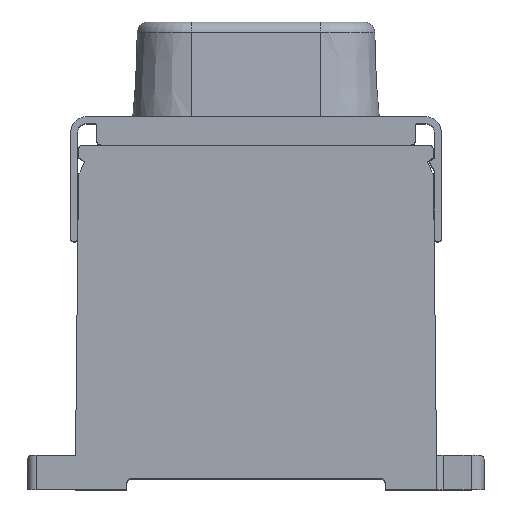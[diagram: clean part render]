
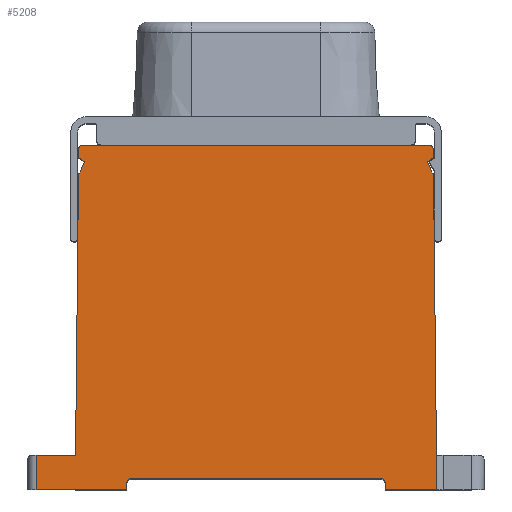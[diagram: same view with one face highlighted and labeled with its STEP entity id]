
A CAD part, top view. The second image highlights one B-rep face of the part: STEP entity #5208.
In plain terms, the highlighted planar face has unit normal (0, 0, 1).
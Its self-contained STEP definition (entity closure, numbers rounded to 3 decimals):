
#933=DIRECTION('',(0.,1.,0.));
#934=VECTOR('',#933,8.);
#935=CARTESIAN_POINT('',(42.,-54.3,36.));
#936=LINE('',#935,#934);
#937=DIRECTION('',(1.,0.,0.));
#938=VECTOR('',#937,12.);
#939=CARTESIAN_POINT('',(30.,-54.3,36.));
#940=LINE('',#939,#938);
#941=DIRECTION('',(0.,-1.,0.));
#942=VECTOR('',#941,1.5);
#943=CARTESIAN_POINT('',(30.,-52.8,36.));
#944=LINE('',#943,#942);
#945=CARTESIAN_POINT('',(29.,-52.8,36.));
#946=DIRECTION('',(0.,0.,-1.));
#947=DIRECTION('',(0.,1.,0.));
#948=AXIS2_PLACEMENT_3D('',#945,#946,#947);
#950=DIRECTION('',(1.,0.,0.));
#951=VECTOR('',#950,58.);
#952=CARTESIAN_POINT('',(-29.,-51.8,36.));
#953=LINE('',#952,#951);
#954=CARTESIAN_POINT('',(-29.,-52.8,36.));
#955=DIRECTION('',(0.,0.,-1.));
#956=DIRECTION('',(-1.,0.,0.));
#957=AXIS2_PLACEMENT_3D('',#954,#955,#956);
#959=DIRECTION('',(0.,1.,0.));
#960=VECTOR('',#959,1.5);
#961=CARTESIAN_POINT('',(-30.,-54.3,36.));
#962=LINE('',#961,#960);
#963=DIRECTION('',(1.,0.,0.));
#964=VECTOR('',#963,21.);
#965=CARTESIAN_POINT('',(-51.,-54.3,36.));
#966=LINE('',#965,#964);
#967=DIRECTION('',(0.,-1.,0.));
#968=VECTOR('',#967,8.);
#969=CARTESIAN_POINT('',(-51.,-46.3,36.));
#970=LINE('',#969,#968);
#971=DIRECTION('',(-1.,0.,0.));
#972=VECTOR('',#971,9.084);
#973=CARTESIAN_POINT('',(-41.916,-46.3,36.));
#974=LINE('',#973,#972);
#975=DIRECTION('',(-0.01,-1.,0.));
#976=VECTOR('',#975,65.503);
#977=CARTESIAN_POINT('',(-41.23,19.199,36.));
#978=LINE('',#977,#976);
#979=DIRECTION('',(-1.,0.,0.));
#980=VECTOR('',#979,0.259);
#981=CARTESIAN_POINT('',(-40.971,19.199,36.));
#982=LINE('',#981,#980);
#983=DIRECTION('',(-0.423,-0.906,0.));
#984=VECTOR('',#983,2.614);
#985=CARTESIAN_POINT('',(-39.866,21.568,36.));
#986=LINE('',#985,#984);
#987=CARTESIAN_POINT('',(-40.048,21.653,36.));
#988=DIRECTION('',(0.,0.,-1.));
#989=DIRECTION('',(0.574,0.819,0.));
#990=AXIS2_PLACEMENT_3D('',#987,#988,#989);
#992=DIRECTION('',(0.819,-0.574,0.));
#993=VECTOR('',#992,1.434);
#994=CARTESIAN_POINT('',(-41.107,22.639,36.));
#995=LINE('',#994,#993);
#996=CARTESIAN_POINT('',(-40.993,22.803,36.));
#997=DIRECTION('',(0.,0.,1.));
#998=DIRECTION('',(-1.,0.01,0.));
#999=AXIS2_PLACEMENT_3D('',#996,#997,#998);
#1001=DIRECTION('',(-0.01,-1.,0.));
#1002=VECTOR('',#1001,1.937);
#1003=CARTESIAN_POINT('',(-41.172,24.742,36.));
#1004=LINE('',#1003,#1002);
#1005=CARTESIAN_POINT('',(-40.173,24.699,36.));
#1006=DIRECTION('',(0.,0.,1.));
#1007=DIRECTION('',(0.033,0.999,0.));
#1008=AXIS2_PLACEMENT_3D('',#1005,#1006,#1007);
#1010=DIRECTION('',(-1.,0.,0.));
#1011=VECTOR('',#1010,80.312);
#1012=CARTESIAN_POINT('',(40.173,25.699,36.));
#1013=LINE('',#1012,#1011);
#1014=CARTESIAN_POINT('',(40.173,24.699,36.));
#1015=DIRECTION('',(0.,0.,1.));
#1016=DIRECTION('',(1.,0.01,0.));
#1017=AXIS2_PLACEMENT_3D('',#1014,#1015,#1016);
#1019=DIRECTION('',(-0.01,1.,0.));
#1020=VECTOR('',#1019,1.905);
#1021=CARTESIAN_POINT('',(41.193,22.805,36.));
#1022=LINE('',#1021,#1020);
#1023=CARTESIAN_POINT('',(40.993,22.803,36.));
#1024=DIRECTION('',(0.,0.,1.));
#1025=DIRECTION('',(0.574,-0.819,0.));
#1026=AXIS2_PLACEMENT_3D('',#1023,#1024,#1025);
#1028=DIRECTION('',(0.819,0.574,0.));
#1029=VECTOR('',#1028,1.434);
#1030=CARTESIAN_POINT('',(39.933,21.817,36.));
#1031=LINE('',#1030,#1029);
#1032=CARTESIAN_POINT('',(40.048,21.653,36.));
#1033=DIRECTION('',(0.,0.,-1.));
#1034=DIRECTION('',(-0.906,-0.423,0.));
#1035=AXIS2_PLACEMENT_3D('',#1032,#1033,#1034);
#1037=DIRECTION('',(-0.423,0.906,0.));
#1038=VECTOR('',#1037,2.614);
#1039=CARTESIAN_POINT('',(40.971,19.199,36.));
#1040=LINE('',#1039,#1038);
#1041=DIRECTION('',(-1.,0.,0.));
#1042=VECTOR('',#1041,0.259);
#1043=CARTESIAN_POINT('',(41.23,19.199,36.));
#1044=LINE('',#1043,#1042);
#1045=DIRECTION('',(-0.01,1.,0.));
#1046=VECTOR('',#1045,65.503);
#1047=CARTESIAN_POINT('',(41.916,-46.3,36.));
#1048=LINE('',#1047,#1046);
#1049=DIRECTION('',(-1.,0.,0.));
#1050=VECTOR('',#1049,0.084);
#1051=CARTESIAN_POINT('',(42.,-46.3,36.));
#1052=LINE('',#1051,#1050);
#3093=CARTESIAN_POINT('',(41.916,-46.3,36.));
#3094=CARTESIAN_POINT('',(41.23,19.199,36.));
#3095=VERTEX_POINT('',#3093);
#3096=VERTEX_POINT('',#3094);
#3097=CARTESIAN_POINT('',(40.971,19.199,36.));
#3098=VERTEX_POINT('',#3097);
#3099=CARTESIAN_POINT('',(39.866,21.568,36.));
#3100=VERTEX_POINT('',#3099);
#3101=CARTESIAN_POINT('',(39.933,21.817,36.));
#3102=VERTEX_POINT('',#3101);
#3103=CARTESIAN_POINT('',(41.107,22.639,36.));
#3104=VERTEX_POINT('',#3103);
#3105=CARTESIAN_POINT('',(41.193,22.805,36.));
#3106=VERTEX_POINT('',#3105);
#3107=CARTESIAN_POINT('',(41.173,24.71,36.));
#3108=VERTEX_POINT('',#3107);
#3109=CARTESIAN_POINT('',(40.173,25.699,36.));
#3110=VERTEX_POINT('',#3109);
#3111=CARTESIAN_POINT('',(-40.14,25.699,36.));
#3112=VERTEX_POINT('',#3111);
#3113=CARTESIAN_POINT('',(-41.172,24.742,36.));
#3114=VERTEX_POINT('',#3113);
#3115=CARTESIAN_POINT('',(-41.193,22.805,36.));
#3116=VERTEX_POINT('',#3115);
#3117=CARTESIAN_POINT('',(-41.107,22.639,36.));
#3118=VERTEX_POINT('',#3117);
#3119=CARTESIAN_POINT('',(-39.933,21.817,36.));
#3120=VERTEX_POINT('',#3119);
#3121=CARTESIAN_POINT('',(-39.866,21.568,36.));
#3122=VERTEX_POINT('',#3121);
#3123=CARTESIAN_POINT('',(-40.971,19.199,36.));
#3124=VERTEX_POINT('',#3123);
#3125=CARTESIAN_POINT('',(-41.23,19.199,36.));
#3126=VERTEX_POINT('',#3125);
#3127=CARTESIAN_POINT('',(-41.916,-46.3,36.));
#3128=VERTEX_POINT('',#3127);
#3129=CARTESIAN_POINT('',(-30.,-54.3,36.));
#3130=CARTESIAN_POINT('',(-30.,-52.8,36.));
#3131=VERTEX_POINT('',#3129);
#3132=VERTEX_POINT('',#3130);
#3133=CARTESIAN_POINT('',(-29.,-51.8,36.));
#3134=VERTEX_POINT('',#3133);
#3135=CARTESIAN_POINT('',(29.,-51.8,36.));
#3136=VERTEX_POINT('',#3135);
#3137=CARTESIAN_POINT('',(30.,-52.8,36.));
#3138=VERTEX_POINT('',#3137);
#3139=CARTESIAN_POINT('',(30.,-54.3,36.));
#3140=VERTEX_POINT('',#3139);
#3794=CARTESIAN_POINT('',(42.,-54.3,36.));
#3795=CARTESIAN_POINT('',(42.,-46.3,36.));
#3796=VERTEX_POINT('',#3794);
#3797=VERTEX_POINT('',#3795);
#3798=CARTESIAN_POINT('',(-51.,-46.3,36.));
#3799=CARTESIAN_POINT('',(-51.,-54.3,36.));
#3800=VERTEX_POINT('',#3798);
#3801=VERTEX_POINT('',#3799);
#5172=CARTESIAN_POINT('',(0.,0.,36.));
#5173=DIRECTION('',(0.,0.,1.));
#5174=DIRECTION('',(1.,0.,0.));
#5175=AXIS2_PLACEMENT_3D('',#5172,#5173,#5174);
#5176=PLANE('',#5175);
#5178=ORIENTED_EDGE('',*,*,#5177,.F.);
#5179=ORIENTED_EDGE('',*,*,#4164,.F.);
#5180=ORIENTED_EDGE('',*,*,#4205,.F.);
#5181=ORIENTED_EDGE('',*,*,#4219,.F.);
#5182=ORIENTED_EDGE('',*,*,#4233,.F.);
#5183=ORIENTED_EDGE('',*,*,#4247,.F.);
#5184=ORIENTED_EDGE('',*,*,#4261,.F.);
#5185=ORIENTED_EDGE('',*,*,#4274,.F.);
#5186=ORIENTED_EDGE('',*,*,#4412,.F.);
#5187=ORIENTED_EDGE('',*,*,#4337,.F.);
#5188=ORIENTED_EDGE('',*,*,#4521,.F.);
#5189=ORIENTED_EDGE('',*,*,#4794,.F.);
#5190=ORIENTED_EDGE('',*,*,#4821,.F.);
#5191=ORIENTED_EDGE('',*,*,#4848,.F.);
#5192=ORIENTED_EDGE('',*,*,#4875,.F.);
#5193=ORIENTED_EDGE('',*,*,#4902,.F.);
#5194=ORIENTED_EDGE('',*,*,#4928,.F.);
#5195=ORIENTED_EDGE('',*,*,#4955,.F.);
#5196=ORIENTED_EDGE('',*,*,#4995,.F.);
#5197=ORIENTED_EDGE('',*,*,#5032,.F.);
#5198=ORIENTED_EDGE('',*,*,#5060,.F.);
#5199=ORIENTED_EDGE('',*,*,#5087,.F.);
#5200=ORIENTED_EDGE('',*,*,#5114,.F.);
#5201=ORIENTED_EDGE('',*,*,#5141,.F.);
#5202=ORIENTED_EDGE('',*,*,#5166,.F.);
#5203=ORIENTED_EDGE('',*,*,#4722,.F.);
#5204=ORIENTED_EDGE('',*,*,#4567,.F.);
#5205=ORIENTED_EDGE('',*,*,#4087,.F.);
#5206=EDGE_LOOP('',(#5178,#5179,#5180,#5181,#5182,#5183,#5184,#5185,#5186,#5187,
#5188,#5189,#5190,#5191,#5192,#5193,#5194,#5195,#5196,#5197,#5198,#5199,#5200,
#5201,#5202,#5203,#5204,#5205));
#5207=FACE_OUTER_BOUND('',#5206,.F.);
#949=CIRCLE('',#948,1.);
#958=CIRCLE('',#957,1.);
#991=CIRCLE('',#990,0.2);
#1000=CIRCLE('',#999,0.2);
#1009=CIRCLE('',#1008,1.001);
#1018=CIRCLE('',#1017,1.);
#1027=CIRCLE('',#1026,0.2);
#1036=CIRCLE('',#1035,0.2);
#4087=EDGE_CURVE('',#3797,#3095,#1052,.T.);
#4164=EDGE_CURVE('',#3140,#3796,#940,.T.);
#4205=EDGE_CURVE('',#3138,#3140,#944,.T.);
#4219=EDGE_CURVE('',#3136,#3138,#949,.T.);
#4233=EDGE_CURVE('',#3134,#3136,#953,.T.);
#4247=EDGE_CURVE('',#3132,#3134,#958,.T.);
#4261=EDGE_CURVE('',#3131,#3132,#962,.T.);
#4274=EDGE_CURVE('',#3801,#3131,#966,.T.);
#4337=EDGE_CURVE('',#3128,#3800,#974,.T.);
#4412=EDGE_CURVE('',#3800,#3801,#970,.T.);
#4521=EDGE_CURVE('',#3126,#3128,#978,.T.);
#4567=EDGE_CURVE('',#3095,#3096,#1048,.T.);
#4722=EDGE_CURVE('',#3096,#3098,#1044,.T.);
#4794=EDGE_CURVE('',#3124,#3126,#982,.T.);
#4821=EDGE_CURVE('',#3122,#3124,#986,.T.);
#4848=EDGE_CURVE('',#3120,#3122,#991,.T.);
#4875=EDGE_CURVE('',#3118,#3120,#995,.T.);
#4902=EDGE_CURVE('',#3116,#3118,#1000,.T.);
#4928=EDGE_CURVE('',#3114,#3116,#1004,.T.);
#4955=EDGE_CURVE('',#3112,#3114,#1009,.T.);
#4995=EDGE_CURVE('',#3110,#3112,#1013,.T.);
#5032=EDGE_CURVE('',#3108,#3110,#1018,.T.);
#5060=EDGE_CURVE('',#3106,#3108,#1022,.T.);
#5087=EDGE_CURVE('',#3104,#3106,#1027,.T.);
#5114=EDGE_CURVE('',#3102,#3104,#1031,.T.);
#5141=EDGE_CURVE('',#3100,#3102,#1036,.T.);
#5166=EDGE_CURVE('',#3098,#3100,#1040,.T.);
#5177=EDGE_CURVE('',#3796,#3797,#936,.T.);
#5208=ADVANCED_FACE('',(#5207),#5176,.T.);
